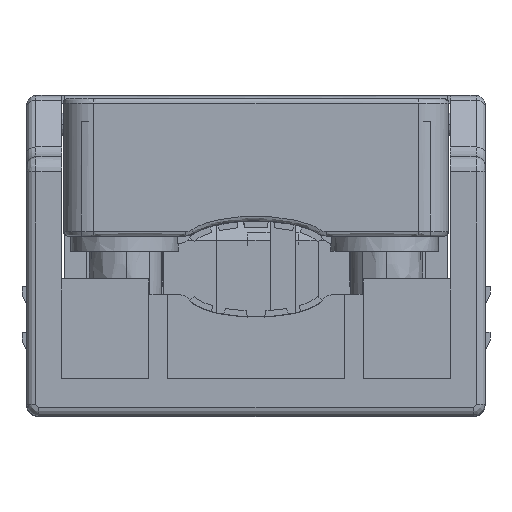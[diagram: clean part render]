
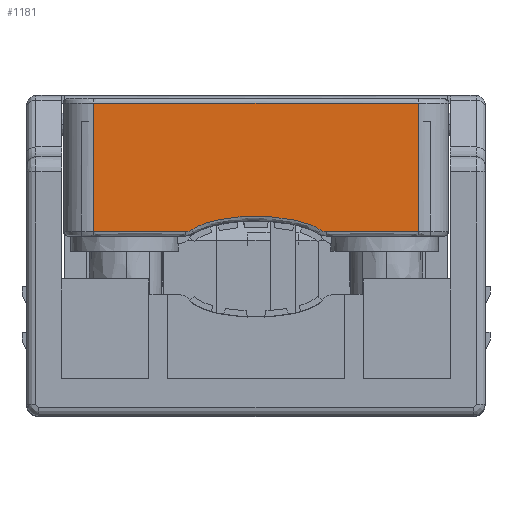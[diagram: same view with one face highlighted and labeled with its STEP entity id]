
A CAD part, left-side view. The second image highlights one B-rep face of the part: STEP entity #1181.
In plain terms, the highlighted planar face has unit normal (-1, 0, 0).
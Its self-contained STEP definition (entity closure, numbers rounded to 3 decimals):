
#1181=ADVANCED_FACE('',(#2749),#24803,.T.);
#2749=FACE_OUTER_BOUND('',#4377,.T.);
#4377=EDGE_LOOP('',(#9426,#9427,#9428,#9429,#9430,#9431,#9432,#9433));
#9426=ORIENTED_EDGE('',*,*,#15279,.T.);
#9427=ORIENTED_EDGE('',*,*,#15284,.T.);
#9428=ORIENTED_EDGE('',*,*,#15283,.T.);
#9429=ORIENTED_EDGE('',*,*,#15296,.T.);
#9430=ORIENTED_EDGE('',*,*,#15282,.T.);
#9431=ORIENTED_EDGE('',*,*,#15275,.F.);
#9432=ORIENTED_EDGE('',*,*,#15281,.T.);
#9433=ORIENTED_EDGE('',*,*,#15280,.T.);
#15275=EDGE_CURVE('',#22530,#22531,#17532,.T.);
#15279=EDGE_CURVE('',#22532,#22533,#19801,.T.);
#15280=EDGE_CURVE('',#22534,#22532,#19802,.T.);
#15281=EDGE_CURVE('',#22530,#22534,#19803,.T.);
#15282=EDGE_CURVE('',#22535,#22531,#19804,.T.);
#15283=EDGE_CURVE('',#22537,#22536,#19805,.T.);
#15284=EDGE_CURVE('',#22533,#22537,#19806,.T.);
#15296=EDGE_CURVE('',#22536,#22535,#17545,.T.);
#17532=(
BOUNDED_CURVE()
B_SPLINE_CURVE(2,(#42692,#42693,#42694),.UNSPECIFIED.,.F.,.F.)
B_SPLINE_CURVE_WITH_KNOTS((3,3),(-0.413,0.),.UNSPECIFIED.)
CURVE()
GEOMETRIC_REPRESENTATION_ITEM()
RATIONAL_B_SPLINE_CURVE((1.,0.957,1.))
REPRESENTATION_ITEM('')
);
#17545=(
BOUNDED_CURVE()
B_SPLINE_CURVE(2,(#42776,#42777,#42778),.UNSPECIFIED.,.F.,.F.)
B_SPLINE_CURVE_WITH_KNOTS((3,3),(0.,0.413),.UNSPECIFIED.)
CURVE()
GEOMETRIC_REPRESENTATION_ITEM()
RATIONAL_B_SPLINE_CURVE((1.,0.957,1.))
REPRESENTATION_ITEM('')
);
#19801=B_SPLINE_CURVE_WITH_KNOTS('',1,(#42704,#42705),.UNSPECIFIED.,.F.,
 .F.,(2,2),(-21.2,0.),.UNSPECIFIED.);
#19802=B_SPLINE_CURVE_WITH_KNOTS('',1,(#42706,#42707),.UNSPECIFIED.,.F.,
 .F.,(2,2),(-8.4,0.),.UNSPECIFIED.);
#19803=B_SPLINE_CURVE_WITH_KNOTS('',1,(#42708,#42709),.UNSPECIFIED.,.F.,
 .F.,(2,2),(-6.016,0.),.UNSPECIFIED.);
#19804=B_SPLINE_CURVE_WITH_KNOTS('',3,(#42710,#42711,#42712,#42713,#42714,
#42715,#42716,#42717,#42718,#42719,#42720,#42721,#42722,#42723,#42724,#42725,
#42726,#42727,#42728,#42729,#42730,#42731,#42732,#42733,#42734,#42735,#42736,
#42737,#42738,#42739,#42740),.UNSPECIFIED.,.F.,.F.,(4,1,1,1,1,1,1,1,1,1,
1,1,1,1,1,1,1,1,1,1,1,1,1,1,1,1,1,1,4),(-8.676,-8.366,
-8.056,-7.746,-7.436,-7.126,
-6.816,-6.507,-6.197,-5.887,
-5.577,-5.267,-4.957,-4.648,
-4.338,-4.028,-3.718,-3.408,
-3.098,-2.789,-2.479,-2.169,
-1.859,-1.549,-1.239,-0.93,
-0.62,-0.31,0.),.UNSPECIFIED.);
#19805=B_SPLINE_CURVE_WITH_KNOTS('',1,(#42741,#42742),.UNSPECIFIED.,.F.,
 .F.,(2,2),(-6.016,0.),.UNSPECIFIED.);
#19806=B_SPLINE_CURVE_WITH_KNOTS('',1,(#42743,#42744),.UNSPECIFIED.,.F.,
 .F.,(2,2),(-8.4,0.),.UNSPECIFIED.);
#22530=VERTEX_POINT('',#41071);
#22531=VERTEX_POINT('',#41072);
#22532=VERTEX_POINT('',#41073);
#22533=VERTEX_POINT('',#41074);
#22534=VERTEX_POINT('',#41075);
#22535=VERTEX_POINT('',#41076);
#22536=VERTEX_POINT('',#41077);
#22537=VERTEX_POINT('',#41078);
#24803=PLANE('',#25772);
#25772=AXIS2_PLACEMENT_3D('',#37526,#26725,$);
#26725=DIRECTION('',(-1.,0.,0.));
#37526=CARTESIAN_POINT('',(-184.096,12.775,1.054));
#41071=CARTESIAN_POINT('',(-184.096,-4.584,1.948));
#41072=CARTESIAN_POINT('',(-184.096,-4.195,2.066));
#41073=CARTESIAN_POINT('',(-184.096,-10.6,10.348));
#41074=CARTESIAN_POINT('',(-184.096,10.6,10.348));
#41075=CARTESIAN_POINT('',(-184.096,-10.6,1.948));
#41076=CARTESIAN_POINT('',(-184.096,4.195,2.066));
#41077=CARTESIAN_POINT('',(-184.096,4.584,1.948));
#41078=CARTESIAN_POINT('',(-184.096,10.6,1.948));
#42692=CARTESIAN_POINT('',(-184.096,-4.584,1.948));
#42693=CARTESIAN_POINT('',(-184.096,-4.371,1.948));
#42694=CARTESIAN_POINT('',(-184.096,-4.195,2.066));
#42704=CARTESIAN_POINT('',(-184.096,-10.6,10.348));
#42705=CARTESIAN_POINT('',(-184.096,10.6,10.348));
#42706=CARTESIAN_POINT('',(-184.096,-10.6,1.948));
#42707=CARTESIAN_POINT('',(-184.096,-10.6,10.348));
#42708=CARTESIAN_POINT('',(-184.096,-4.584,1.948));
#42709=CARTESIAN_POINT('',(-184.096,-10.6,1.948));
#42710=CARTESIAN_POINT('',(-184.096,4.195,2.066));
#42711=CARTESIAN_POINT('',(-184.096,4.093,2.134));
#42712=CARTESIAN_POINT('',(-184.096,3.892,2.247));
#42713=CARTESIAN_POINT('',(-184.096,3.613,2.372));
#42714=CARTESIAN_POINT('',(-184.096,3.369,2.464));
#42715=CARTESIAN_POINT('',(-184.096,3.118,2.546));
#42716=CARTESIAN_POINT('',(-184.096,2.855,2.62));
#42717=CARTESIAN_POINT('',(-184.096,2.592,2.684));
#42718=CARTESIAN_POINT('',(-184.096,2.332,2.738));
#42719=CARTESIAN_POINT('',(-184.096,2.073,2.785));
#42720=CARTESIAN_POINT('',(-184.096,1.806,2.826));
#42721=CARTESIAN_POINT('',(-184.096,1.518,2.864));
#42722=CARTESIAN_POINT('',(-184.096,1.197,2.897));
#42723=CARTESIAN_POINT('',(-184.096,0.836,2.924));
#42724=CARTESIAN_POINT('',(-184.096,0.442,2.943));
#42725=CARTESIAN_POINT('',(-184.096,0.028,2.95));
#42726=CARTESIAN_POINT('',(-184.096,-0.395,2.945));
#42727=CARTESIAN_POINT('',(-184.096,-0.81,2.926));
#42728=CARTESIAN_POINT('',(-184.096,-1.195,2.897));
#42729=CARTESIAN_POINT('',(-184.096,-1.533,2.862));
#42730=CARTESIAN_POINT('',(-184.096,-1.831,2.823));
#42731=CARTESIAN_POINT('',(-184.096,-2.103,2.78));
#42732=CARTESIAN_POINT('',(-184.096,-2.363,2.732));
#42733=CARTESIAN_POINT('',(-184.096,-2.622,2.677));
#42734=CARTESIAN_POINT('',(-184.096,-2.884,2.612));
#42735=CARTESIAN_POINT('',(-184.096,-3.145,2.538));
#42736=CARTESIAN_POINT('',(-184.096,-3.395,2.455));
#42737=CARTESIAN_POINT('',(-184.096,-3.636,2.362));
#42738=CARTESIAN_POINT('',(-184.096,-3.905,2.24));
#42739=CARTESIAN_POINT('',(-184.096,-4.097,2.131));
#42740=CARTESIAN_POINT('',(-184.096,-4.195,2.066));
#42741=CARTESIAN_POINT('',(-184.096,10.6,1.948));
#42742=CARTESIAN_POINT('',(-184.096,4.584,1.948));
#42743=CARTESIAN_POINT('',(-184.096,10.6,10.348));
#42744=CARTESIAN_POINT('',(-184.096,10.6,1.948));
#42776=CARTESIAN_POINT('',(-184.096,4.584,1.948));
#42777=CARTESIAN_POINT('',(-184.096,4.371,1.948));
#42778=CARTESIAN_POINT('',(-184.096,4.195,2.066));
